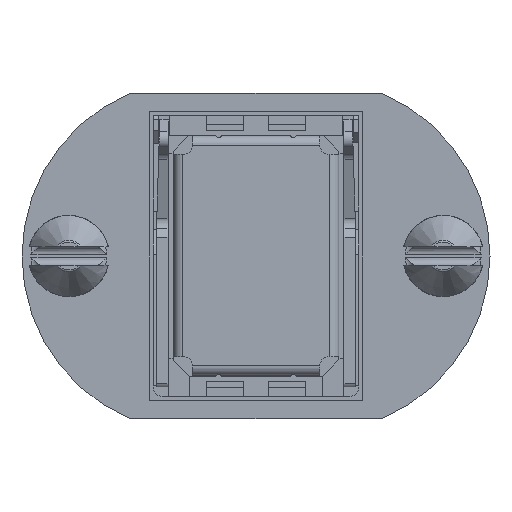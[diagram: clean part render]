
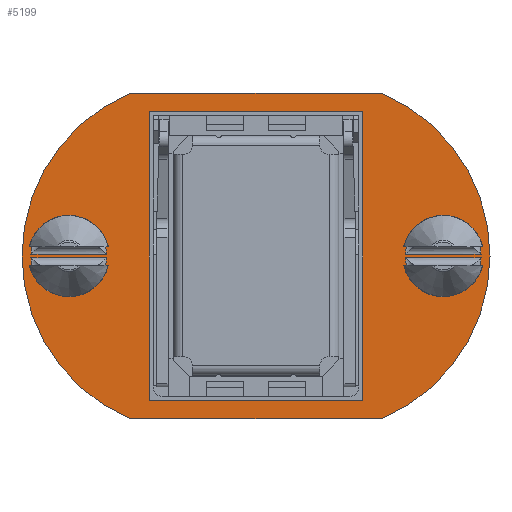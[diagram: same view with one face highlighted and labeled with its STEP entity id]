
A CAD part, front view. The second image highlights one B-rep face of the part: STEP entity #5199.
In plain terms, the highlighted planar face has unit normal (0, -1, 0).
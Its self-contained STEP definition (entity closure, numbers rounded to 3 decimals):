
#49=FACE_BOUND('',#800,.T.);
#50=FACE_BOUND('',#801,.T.);
#51=FACE_BOUND('',#802,.T.);
#52=FACE_BOUND('',#803,.T.);
#53=FACE_BOUND('',#804,.T.);
#233=PLANE('',#5568);
#534=FACE_OUTER_BOUND('',#799,.T.);
#799=EDGE_LOOP('',(#4726,#4727,#4728,#4729));
#800=EDGE_LOOP('',(#4730,#4731));
#801=EDGE_LOOP('',(#4732,#4733));
#802=EDGE_LOOP('',(#4734,#4735,#4736,#4737));
#803=EDGE_LOOP('',(#4738,#4739));
#804=EDGE_LOOP('',(#4740,#4741));
#929=CIRCLE('',#5564,2.025);
#931=CIRCLE('',#5569,9.425);
#932=CIRCLE('',#5570,9.425);
#933=CIRCLE('',#5571,2.025);
#934=CIRCLE('',#5572,2.025);
#935=CIRCLE('',#5573,2.025);
#1496=LINE('',#9048,#2072);
#1497=LINE('',#9054,#2073);
#1498=LINE('',#9058,#2074);
#1499=LINE('',#9063,#2075);
#1500=LINE('',#9067,#2076);
#1501=LINE('',#9070,#2077);
#1502=LINE('',#9072,#2078);
#1503=LINE('',#9074,#2079);
#1504=LINE('',#9075,#2080);
#1505=LINE('',#9079,#2081);
#2072=VECTOR('',#6814,10.);
#2073=VECTOR('',#6821,10.);
#2074=VECTOR('',#6824,10.);
#2075=VECTOR('',#6829,10.);
#2076=VECTOR('',#6832,10.);
#2077=VECTOR('',#6833,10.);
#2078=VECTOR('',#6834,10.);
#2079=VECTOR('',#6835,10.);
#2080=VECTOR('',#6836,10.);
#2081=VECTOR('',#6839,10.);
#2572=VERTEX_POINT('',#9016);
#2573=VERTEX_POINT('',#9031);
#2574=VERTEX_POINT('',#9052);
#2575=VERTEX_POINT('',#9053);
#2576=VERTEX_POINT('',#9055);
#2577=VERTEX_POINT('',#9057);
#2578=VERTEX_POINT('',#9060);
#2579=VERTEX_POINT('',#9061);
#2580=VERTEX_POINT('',#9064);
#2581=VERTEX_POINT('',#9065);
#2582=VERTEX_POINT('',#9068);
#2583=VERTEX_POINT('',#9069);
#2584=VERTEX_POINT('',#9071);
#2585=VERTEX_POINT('',#9073);
#2586=VERTEX_POINT('',#9076);
#2587=VERTEX_POINT('',#9077);
#3300=EDGE_CURVE('',#2572,#2573,#929,.T.);
#3302=EDGE_CURVE('',#2573,#2572,#1496,.T.);
#3304=EDGE_CURVE('',#2574,#2575,#1497,.T.);
#3305=EDGE_CURVE('',#2574,#2576,#931,.T.);
#3306=EDGE_CURVE('',#2576,#2577,#1498,.T.);
#3307=EDGE_CURVE('',#2575,#2577,#932,.T.);
#3308=EDGE_CURVE('',#2578,#2579,#933,.T.);
#3309=EDGE_CURVE('',#2579,#2578,#1499,.T.);
#3310=EDGE_CURVE('',#2580,#2581,#934,.T.);
#3311=EDGE_CURVE('',#2581,#2580,#1500,.T.);
#3312=EDGE_CURVE('',#2582,#2583,#1501,.T.);
#3313=EDGE_CURVE('',#2584,#2583,#1502,.T.);
#3314=EDGE_CURVE('',#2585,#2584,#1503,.T.);
#3315=EDGE_CURVE('',#2585,#2582,#1504,.T.);
#3316=EDGE_CURVE('',#2586,#2587,#935,.T.);
#3317=EDGE_CURVE('',#2587,#2586,#1505,.T.);
#4726=ORIENTED_EDGE('',*,*,#3304,.F.);
#4727=ORIENTED_EDGE('',*,*,#3305,.T.);
#4728=ORIENTED_EDGE('',*,*,#3306,.T.);
#4729=ORIENTED_EDGE('',*,*,#3307,.F.);
#4730=ORIENTED_EDGE('',*,*,#3308,.F.);
#4731=ORIENTED_EDGE('',*,*,#3309,.F.);
#4732=ORIENTED_EDGE('',*,*,#3310,.F.);
#4733=ORIENTED_EDGE('',*,*,#3311,.F.);
#4734=ORIENTED_EDGE('',*,*,#3312,.T.);
#4735=ORIENTED_EDGE('',*,*,#3313,.F.);
#4736=ORIENTED_EDGE('',*,*,#3314,.F.);
#4737=ORIENTED_EDGE('',*,*,#3315,.T.);
#4738=ORIENTED_EDGE('',*,*,#3316,.F.);
#4739=ORIENTED_EDGE('',*,*,#3317,.F.);
#4740=ORIENTED_EDGE('',*,*,#3300,.F.);
#4741=ORIENTED_EDGE('',*,*,#3302,.F.);
#5199=ADVANCED_FACE('',(#534,#49,#50,#51,#52,#53),#233,.F.);
#5564=AXIS2_PLACEMENT_3D('',#9032,#6810,#6811);
#5568=AXIS2_PLACEMENT_3D('',#9051,#6819,#6820);
#5569=AXIS2_PLACEMENT_3D('',#9056,#6822,#6823);
#5570=AXIS2_PLACEMENT_3D('',#9059,#6825,#6826);
#5571=AXIS2_PLACEMENT_3D('',#9062,#6827,#6828);
#5572=AXIS2_PLACEMENT_3D('',#9066,#6830,#6831);
#5573=AXIS2_PLACEMENT_3D('',#9078,#6837,#6838);
#6810=DIRECTION('center_axis',(0.,-1.,0.));
#6811=DIRECTION('ref_axis',(0.,0.,1.));
#6814=DIRECTION('',(1.,0.,0.));
#6819=DIRECTION('center_axis',(0.,1.,0.));
#6820=DIRECTION('ref_axis',(1.,0.,0.));
#6821=DIRECTION('',(-1.,0.,0.));
#6822=DIRECTION('center_axis',(0.,-1.,0.));
#6823=DIRECTION('ref_axis',(0.385,0.,-0.923));
#6824=DIRECTION('',(-1.,0.,0.));
#6825=DIRECTION('center_axis',(0.,1.,0.));
#6826=DIRECTION('ref_axis',(-0.385,0.,-0.923));
#6827=DIRECTION('center_axis',(0.,-1.,0.));
#6828=DIRECTION('ref_axis',(0.,0.,-1.));
#6829=DIRECTION('',(-1.,0.,0.));
#6830=DIRECTION('center_axis',(0.,-1.,0.));
#6831=DIRECTION('ref_axis',(0.,0.,-1.));
#6832=DIRECTION('',(-1.,0.,0.));
#6833=DIRECTION('',(-1.,0.,0.));
#6834=DIRECTION('',(0.,0.,-1.));
#6835=DIRECTION('',(-1.,0.,0.));
#6836=DIRECTION('',(0.,0.,-1.));
#6837=DIRECTION('center_axis',(0.,-1.,0.));
#6838=DIRECTION('ref_axis',(0.,0.,1.));
#6839=DIRECTION('',(1.,0.,0.));
#9016=CARTESIAN_POINT('',(17.523,0.,-7.4));
#9031=CARTESIAN_POINT('',(13.477,0.,-7.4));
#9032=CARTESIAN_POINT('Origin',(15.5,0.,-7.5));
#9048=CARTESIAN_POINT('',(6.085,0.,-7.4));
#9051=CARTESIAN_POINT('Origin',(-0.75,0.,-7.5));
#9052=CARTESIAN_POINT('',(12.2,0.,-16.2));
#9053=CARTESIAN_POINT('',(-1.2,0.,-16.2));
#9054=CARTESIAN_POINT('',(18.,0.,-16.2));
#9055=CARTESIAN_POINT('',(12.2,0.,1.2));
#9056=CARTESIAN_POINT('Origin',(8.575,0.,-7.5));
#9057=CARTESIAN_POINT('',(-1.2,0.,1.2));
#9058=CARTESIAN_POINT('',(5.5,0.,1.2));
#9059=CARTESIAN_POINT('Origin',(2.425,0.,-7.5));
#9060=CARTESIAN_POINT('',(13.477,0.,-7.6));
#9061=CARTESIAN_POINT('',(17.523,0.,-7.6));
#9062=CARTESIAN_POINT('Origin',(15.5,0.,-7.5));
#9063=CARTESIAN_POINT('',(8.665,0.,-7.6));
#9064=CARTESIAN_POINT('',(-6.523,0.,-7.6));
#9065=CARTESIAN_POINT('',(-2.477,0.,-7.6));
#9066=CARTESIAN_POINT('Origin',(-4.5,0.,-7.5));
#9067=CARTESIAN_POINT('',(-3.915,0.,-7.6));
#9068=CARTESIAN_POINT('',(11.2,0.,-15.2));
#9069=CARTESIAN_POINT('',(-0.2,0.,-15.2));
#9070=CARTESIAN_POINT('',(11.2,0.,-15.2));
#9071=CARTESIAN_POINT('',(-0.2,0.,0.2));
#9072=CARTESIAN_POINT('',(-0.2,0.,0.2));
#9073=CARTESIAN_POINT('',(11.2,0.,0.2));
#9074=CARTESIAN_POINT('',(11.2,0.,0.2));
#9075=CARTESIAN_POINT('',(11.2,0.,0.2));
#9076=CARTESIAN_POINT('',(-2.477,0.,-7.4));
#9077=CARTESIAN_POINT('',(-6.523,0.,-7.4));
#9078=CARTESIAN_POINT('Origin',(-4.5,0.,-7.5));
#9079=CARTESIAN_POINT('',(-1.335,0.,-7.4));
